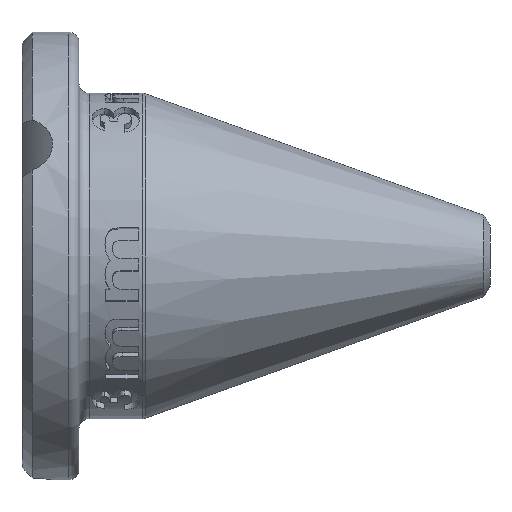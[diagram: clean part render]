
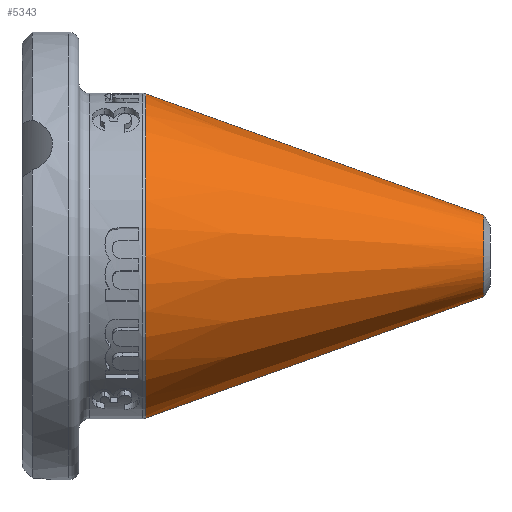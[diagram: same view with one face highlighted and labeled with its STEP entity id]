
A CAD part, left-side view. The second image highlights one B-rep face of the part: STEP entity #5343.
In plain terms, the highlighted conical face has half-angle 19.762 degrees and reference radius 2 mm.
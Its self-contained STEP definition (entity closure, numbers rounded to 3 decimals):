
#118 = CARTESIAN_POINT ( 'NONE',  ( 0., 0.3, 0. ) ) ;
#472 = AXIS2_PLACEMENT_3D ( 'NONE', #17804, #7175, #8695 ) ;
#578 = LINE ( 'NONE', #8578, #14437 ) ;
#842 = ORIENTED_EDGE ( 'NONE', *, *, #7712, .T. ) ;
#3459 = VERTEX_POINT ( 'NONE', #17101 ) ;
#3768 = VERTEX_POINT ( 'NONE', #15238 ) ;
#5343 = ADVANCED_FACE ( 'NONE', ( #11632 ), #13437, .T. ) ;
#5657 = AXIS2_PLACEMENT_3D ( 'NONE', #15477, #17188, #6253 ) ;
#5995 = VERTEX_POINT ( 'NONE', #10778 ) ;
#6253 = DIRECTION ( 'NONE',  ( 0., 0., -1. ) ) ;
#6583 = EDGE_CURVE ( 'NONE', #5995, #3459, #7283, .T. ) ;
#7175 = DIRECTION ( 'NONE',  ( 0., 1., 0. ) ) ;
#7283 = CIRCLE ( 'NONE', #8592, 2. ) ;
#7712 = EDGE_CURVE ( 'NONE', #7996, #3768, #16665, .T. ) ;
#7996 = VERTEX_POINT ( 'NONE', #16566 ) ;
#8578 = CARTESIAN_POINT ( 'NONE',  ( 0., 0.3, 2. ) ) ;
#8592 = AXIS2_PLACEMENT_3D ( 'NONE', #118, #10872, #14213 ) ;
#8695 = DIRECTION ( 'NONE',  ( 0., 0., 1. ) ) ;
#10101 = DIRECTION ( 'NONE',  ( 0., 0.941, 0.338 ) ) ;
#10684 = EDGE_CURVE ( 'NONE', #5995, #7996, #578, .T. ) ;
#10778 = CARTESIAN_POINT ( 'NONE',  ( 0., 0.3, 2. ) ) ;
#10872 = DIRECTION ( 'NONE',  ( 0., -1., 0. ) ) ;
#11573 = ORIENTED_EDGE ( 'NONE', *, *, #10684, .T. ) ;
#11632 = FACE_OUTER_BOUND ( 'NONE', #13313, .T. ) ;
#12281 = ORIENTED_EDGE ( 'NONE', *, *, #14166, .F. ) ;
#12580 = CARTESIAN_POINT ( 'NONE',  ( 0., 0.3, -2. ) ) ;
#12782 = LINE ( 'NONE', #12580, #14665 ) ;
#13313 = EDGE_LOOP ( 'NONE', ( #12281, #13697, #11573, #842 ) ) ;
#13437 = CONICAL_SURFACE ( 'NONE', #472, 2., 0.345 ) ;
#13697 = ORIENTED_EDGE ( 'NONE', *, *, #6583, .F. ) ;
#14166 = EDGE_CURVE ( 'NONE', #3459, #3768, #12782, .T. ) ;
#14213 = DIRECTION ( 'NONE',  ( 0., 0., -1. ) ) ;
#14437 = VECTOR ( 'NONE', #10101, 1000. ) ;
#14665 = VECTOR ( 'NONE', #18930, 1000. ) ;
#15238 = CARTESIAN_POINT ( 'NONE',  ( 0., 16.918, -7.971 ) ) ;
#15477 = CARTESIAN_POINT ( 'NONE',  ( 0., 16.918, 0. ) ) ;
#16566 = CARTESIAN_POINT ( 'NONE',  ( 0., 16.918, 7.971 ) ) ;
#16665 = CIRCLE ( 'NONE', #5657, 7.971 ) ;
#17101 = CARTESIAN_POINT ( 'NONE',  ( 0., 0.3, -2. ) ) ;
#17188 = DIRECTION ( 'NONE',  ( 0., -1., 0. ) ) ;
#17804 = CARTESIAN_POINT ( 'NONE',  ( 0., 0.3, 0. ) ) ;
#18930 = DIRECTION ( 'NONE',  ( 0., 0.941, -0.338 ) ) ;
